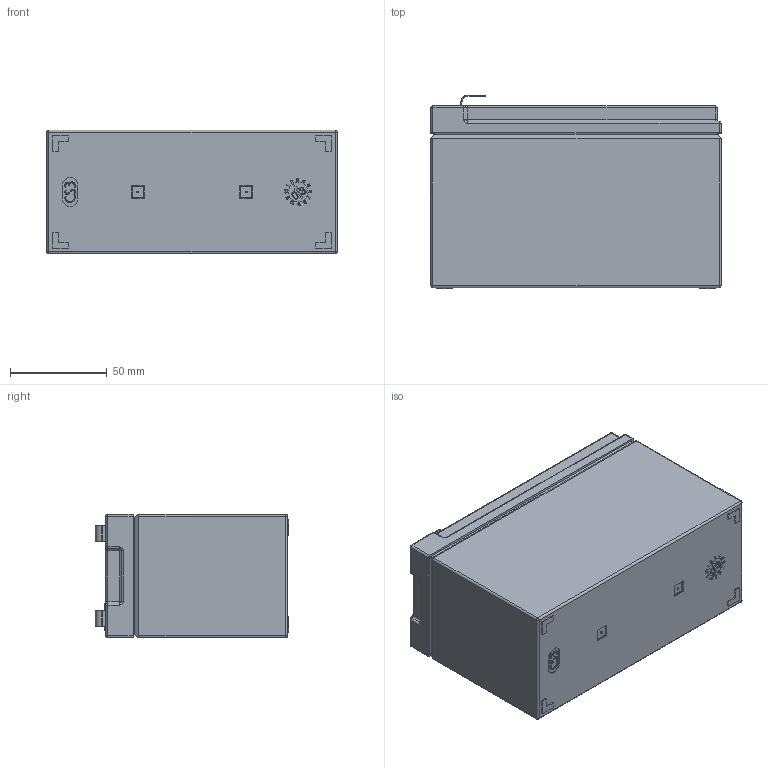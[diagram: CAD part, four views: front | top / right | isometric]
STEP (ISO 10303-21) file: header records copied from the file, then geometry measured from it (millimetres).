
FILE_DESCRIPTION((''),'2;1');
FILE_NAME('PRT0002','2016-04-19T',('Winston'),(''),'CREO PARAMETRIC BY PTC INC, 2014190','CREO PARAMETRIC BY PTC INC, 2014190','');
FILE_SCHEMA(('CONFIG_CONTROL_DESIGN'));
Length unit declared in the file: millimetre
Products named in the file (1): PRT0002
Bounding box: 150 x 100 x 64 mm (x, y, z)
Volume: 894974.2 mm3; surface area: 62010.6 mm2
Topology: 1 solids, 1 shells, 891 faces, 2455 edges, 1597 vertices
Faces by surface type: plane 656, extrusion 106, cylinder 89, sphere 18, bspline 12, torus 10
Entity records: 29782 total; most frequent: CARTESIAN_POINT 7595, ORIENTED_EDGE 4858, DIRECTION 4008, EDGE_CURVE 2429, VECTOR 2048, LINE 1942, VERTEX_POINT 1597, AXIS2_PLACEMENT_3D 980
